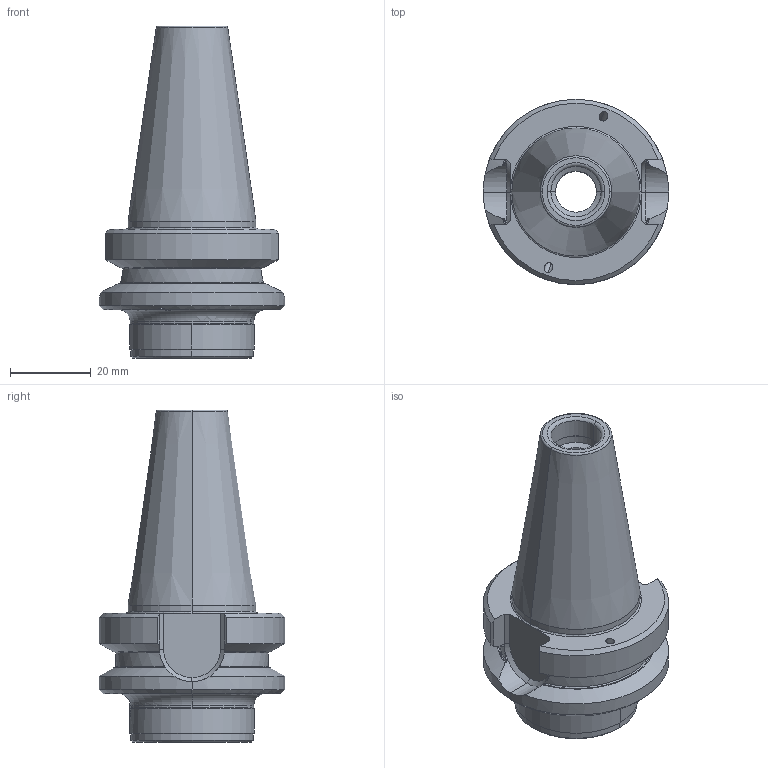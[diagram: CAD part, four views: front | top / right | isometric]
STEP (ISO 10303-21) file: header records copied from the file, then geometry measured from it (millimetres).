
FILE_DESCRIPTION(('no description'),'unknown implementation level');
FILE_NAME('916CA59E-B3F2-4D34-B92A-B066B9AEA98B_export.stp',' ',('CIMSOURCE GmbH'),('CADClick - KiM GmbH - www.kimweb.de'),'unknown preprocess','ACIS','unknown authorization');
FILE_SCHEMA(('automotive_design'));
Length unit declared in the file: millimetre
Products named in the file (2): 323.705 Kaiser SK30 BTBD X CK3 X 47|323.705 Kaiser SK30 BTBD X CK3 X 47_Standard;NONE; 323.705 Kaiser SK30 BTBD X CK3 X 47|690.433 Kaiser ETL M6 X 8,5 CK3_Standard;NONE
Bounding box: 46 x 46 x 82.4 mm (x, y, z)
Volume: 50128.2 mm3; surface area: 15035.3 mm2
Topology: 2 solids, 2 shells, 185 faces, 464 edges, 283 vertices
Faces by surface type: cylinder 65, plane 56, cone 49, torus 12, bspline 3
Entity records: 11801 total; most frequent: CARTESIAN_POINT 2174, STYLED_ITEM 932, PRESENTATION_STYLE_ASSIGNMENT 932, DIRECTION 932, COLOUR_RGB 932, ORIENTED_EDGE 924, EDGE_CURVE 462, CURVE_STYLE 462
